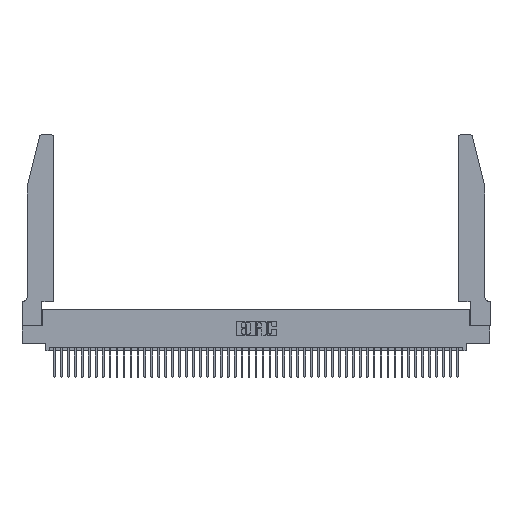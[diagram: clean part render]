
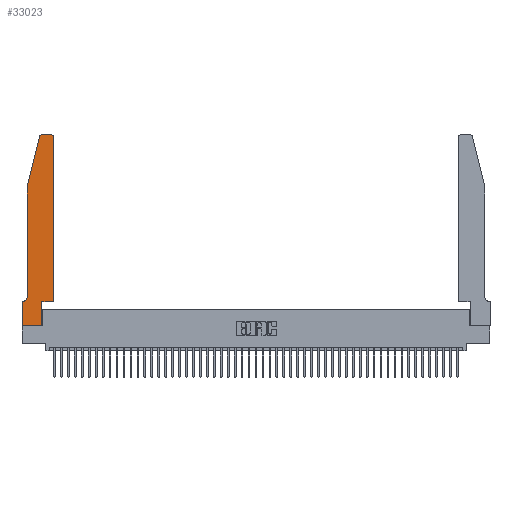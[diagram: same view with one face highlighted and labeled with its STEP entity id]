
A CAD part, top view. The second image highlights one B-rep face of the part: STEP entity #33023.
In plain terms, the highlighted planar face has unit normal (0, 0, 1).
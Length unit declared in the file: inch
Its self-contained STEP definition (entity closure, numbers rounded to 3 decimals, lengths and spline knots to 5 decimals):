
#428 = CIRCLE ( 'NONE', #16750, 0.07 ) ;
#1199 = LINE ( 'NONE', #37487, #20124 ) ;
#2915 = VERTEX_POINT ( 'NONE', #8117 ) ;
#3343 = CARTESIAN_POINT ( 'NONE',  ( 0.2865, 0.35, 0.37 ) ) ;
#3864 = LINE ( 'NONE', #24594, #32829 ) ;
#4090 = CARTESIAN_POINT ( 'NONE',  ( 0.0755, 0.42, 0.37 ) ) ;
#4131 = VECTOR ( 'NONE', #32691, 39.37008 ) ;
#5705 = CARTESIAN_POINT ( 'NONE',  ( 0.2865, 0., 0.37 ) ) ;
#6727 = AXIS2_PLACEMENT_3D ( 'NONE', #18928, #18448, #18767 ) ;
#7021 = DIRECTION ( 'NONE',  ( 0., -1., 0. ) ) ;
#8117 = CARTESIAN_POINT ( 'NONE',  ( 0.0755, 2., 0.37 ) ) ;
#8847 = DIRECTION ( 'NONE',  ( 0., 0., 1. ) ) ;
#8992 = DIRECTION ( 'NONE',  ( 1., 0., 0. ) ) ;
#9549 = EDGE_CURVE ( 'NONE', #40047, #37387, #1199, .T. ) ;
#9643 = CARTESIAN_POINT ( 'NONE',  ( 0.0755, 2., 0.37 ) ) ;
#10112 = LINE ( 'NONE', #45666, #24936 ) ;
#10878 = AXIS2_PLACEMENT_3D ( 'NONE', #13002, #8847, #39445 ) ;
#11139 = LINE ( 'NONE', #33807, #45429 ) ;
#11538 = DIRECTION ( 'NONE',  ( 0., 0., -1. ) ) ;
#11650 = DIRECTION ( 'NONE',  ( -0.239, -0.971, 0. ) ) ;
#12092 = DIRECTION ( 'NONE',  ( 1., 0., 0. ) ) ;
#12118 = DIRECTION ( 'NONE',  ( -1., 0., 0. ) ) ;
#12822 = CARTESIAN_POINT ( 'NONE',  ( 0., 0., 0.37 ) ) ;
#13002 = CARTESIAN_POINT ( 'NONE',  ( 0.284, 2.72, 0.37 ) ) ;
#13354 = FACE_OUTER_BOUND ( 'NONE', #47163, .T. ) ;
#13573 = VECTOR ( 'NONE', #12092, 39.37008 ) ;
#13835 = CARTESIAN_POINT ( 'NONE',  ( 0.25487, 2.72718, 0.37 ) ) ;
#13947 = ORIENTED_EDGE ( 'NONE', *, *, #24033, .T. ) ;
#14639 = LINE ( 'NONE', #12822, #22973 ) ;
#14962 = PLANE ( 'NONE',  #6727 ) ;
#15464 = EDGE_CURVE ( 'NONE', #35902, #47726, #26627, .T. ) ;
#15699 = ORIENTED_EDGE ( 'NONE', *, *, #35242, .T. ) ;
#16750 = AXIS2_PLACEMENT_3D ( 'NONE', #23454, #11538, #45740 ) ;
#17096 = CARTESIAN_POINT ( 'NONE',  ( 0.2605, 2.75, 0.37 ) ) ;
#17270 = DIRECTION ( 'NONE',  ( -1., 0., 0. ) ) ;
#18448 = DIRECTION ( 'NONE',  ( 0., 0., 1. ) ) ;
#18767 = DIRECTION ( 'NONE',  ( 1., 0., 0. ) ) ;
#18928 = CARTESIAN_POINT ( 'NONE',  ( 0., 0.35, 0.37 ) ) ;
#19121 = ORIENTED_EDGE ( 'NONE', *, *, #30085, .T. ) ;
#19221 = VERTEX_POINT ( 'NONE', #30264 ) ;
#19656 = ORIENTED_EDGE ( 'NONE', *, *, #21862, .T. ) ;
#20124 = VECTOR ( 'NONE', #7021, 39.37008 ) ;
#20383 = ORIENTED_EDGE ( 'NONE', *, *, #15464, .T. ) ;
#20544 = EDGE_CURVE ( 'NONE', #25698, #2915, #11139, .T. ) ;
#20975 = CARTESIAN_POINT ( 'NONE',  ( 0.2865, 0.35, 0.37 ) ) ;
#21862 = EDGE_CURVE ( 'NONE', #37667, #19221, #428, .T. ) ;
#22973 = VECTOR ( 'NONE', #8992, 39.37008 ) ;
#23454 = CARTESIAN_POINT ( 'NONE',  ( 0.0055, 0.42, 0.37 ) ) ;
#23972 = VECTOR ( 'NONE', #35612, 39.37008 ) ;
#24004 = CARTESIAN_POINT ( 'NONE',  ( 0.4505, 0.35, 0.37 ) ) ;
#24033 = EDGE_CURVE ( 'NONE', #37387, #35902, #14639, .T. ) ;
#24594 = CARTESIAN_POINT ( 'NONE',  ( 0.4505, 0.35, 0.37 ) ) ;
#24936 = VECTOR ( 'NONE', #12118, 39.37008 ) ;
#25698 = VERTEX_POINT ( 'NONE', #13835 ) ;
#26216 = ORIENTED_EDGE ( 'NONE', *, *, #39836, .T. ) ;
#26277 = ORIENTED_EDGE ( 'NONE', *, *, #20544, .T. ) ;
#26627 = LINE ( 'NONE', #20975, #4131 ) ;
#27628 = VERTEX_POINT ( 'NONE', #27641 ) ;
#27641 = CARTESIAN_POINT ( 'NONE',  ( 0.4205, 2.75, 0.37 ) ) ;
#28933 = CIRCLE ( 'NONE', #39808, 0.03 ) ;
#29303 = DIRECTION ( 'NONE',  ( 1., 0., 0. ) ) ;
#30085 = EDGE_CURVE ( 'NONE', #47726, #35007, #37829, .T. ) ;
#30264 = CARTESIAN_POINT ( 'NONE',  ( 0.0055, 0.35, 0.37 ) ) ;
#32554 = EDGE_CURVE ( 'NONE', #35007, #32582, #3864, .T. ) ;
#32582 = VERTEX_POINT ( 'NONE', #43734 ) ;
#32691 = DIRECTION ( 'NONE',  ( 0., 1., 0. ) ) ;
#32829 = VECTOR ( 'NONE', #36160, 39.37008 ) ;
#33023 = ADVANCED_FACE ( 'NONE', ( #13354 ), #14962, .T. ) ;
#33807 = CARTESIAN_POINT ( 'NONE',  ( 0.0755, 2., 0.37 ) ) ;
#35007 = VERTEX_POINT ( 'NONE', #37601 ) ;
#35012 = ORIENTED_EDGE ( 'NONE', *, *, #32554, .T. ) ;
#35242 = EDGE_CURVE ( 'NONE', #19221, #40047, #10112, .T. ) ;
#35612 = DIRECTION ( 'NONE',  ( 0., -1., 0. ) ) ;
#35649 = CARTESIAN_POINT ( 'NONE',  ( 0.284, 2.75, 0.37 ) ) ;
#35757 = VECTOR ( 'NONE', #17270, 39.37008 ) ;
#35902 = VERTEX_POINT ( 'NONE', #5705 ) ;
#35920 = VERTEX_POINT ( 'NONE', #35649 ) ;
#36160 = DIRECTION ( 'NONE',  ( 0., 1., 0. ) ) ;
#36431 = CARTESIAN_POINT ( 'NONE',  ( 0., 0.35, 0.37 ) ) ;
#36652 = EDGE_CURVE ( 'NONE', #32582, #27628, #28933, .T. ) ;
#37002 = CARTESIAN_POINT ( 'NONE',  ( 0., 0., 0.37 ) ) ;
#37387 = VERTEX_POINT ( 'NONE', #37002 ) ;
#37487 = CARTESIAN_POINT ( 'NONE',  ( 0., 0., 0.37 ) ) ;
#37601 = CARTESIAN_POINT ( 'NONE',  ( 0.4505, 0.35, 0.37 ) ) ;
#37667 = VERTEX_POINT ( 'NONE', #4090 ) ;
#37829 = LINE ( 'NONE', #24004, #13573 ) ;
#39445 = DIRECTION ( 'NONE',  ( 1., 0., 0. ) ) ;
#39796 = EDGE_CURVE ( 'NONE', #27628, #35920, #43432, .T. ) ;
#39808 = AXIS2_PLACEMENT_3D ( 'NONE', #43842, #44181, #29303 ) ;
#39836 = EDGE_CURVE ( 'NONE', #2915, #37667, #41706, .T. ) ;
#40047 = VERTEX_POINT ( 'NONE', #36431 ) ;
#40487 = ORIENTED_EDGE ( 'NONE', *, *, #9549, .T. ) ;
#41706 = LINE ( 'NONE', #9643, #23972 ) ;
#43432 = LINE ( 'NONE', #17096, #35757 ) ;
#43629 = ORIENTED_EDGE ( 'NONE', *, *, #36652, .T. ) ;
#43734 = CARTESIAN_POINT ( 'NONE',  ( 0.4505, 2.72, 0.37 ) ) ;
#43842 = CARTESIAN_POINT ( 'NONE',  ( 0.4205, 2.72, 0.37 ) ) ;
#44181 = DIRECTION ( 'NONE',  ( 0., 0., 1. ) ) ;
#45210 = ORIENTED_EDGE ( 'NONE', *, *, #39796, .T. ) ;
#45429 = VECTOR ( 'NONE', #11650, 39.37008 ) ;
#45666 = CARTESIAN_POINT ( 'NONE',  ( 0.0755, 0.35, 0.37 ) ) ;
#45740 = DIRECTION ( 'NONE',  ( -1., 0., 0. ) ) ;
#45861 = ORIENTED_EDGE ( 'NONE', *, *, #48043, .T. ) ;
#47163 = EDGE_LOOP ( 'NONE', ( #45210, #45861, #26277, #26216, #19656, #15699, #40487, #13947, #20383, #19121, #35012, #43629 ) ) ;
#47726 = VERTEX_POINT ( 'NONE', #3343 ) ;
#47937 = CIRCLE ( 'NONE', #10878, 0.03 ) ;
#48043 = EDGE_CURVE ( 'NONE', #35920, #25698, #47937, .T. ) ;
